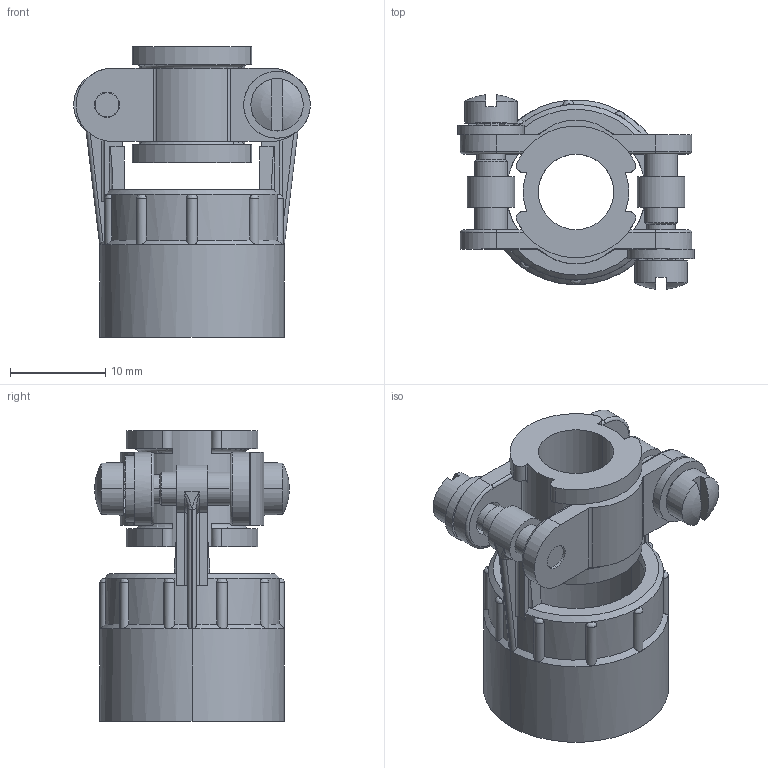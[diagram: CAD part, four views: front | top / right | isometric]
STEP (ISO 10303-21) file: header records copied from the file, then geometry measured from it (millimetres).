
FILE_DESCRIPTION((''),'2;1');
FILE_NAME('UT012AC-CATALOGUE','2010-11-24T',('Gsineau'),('SOURIAU'),'PRO/ENGINEER BY PARAMETRIC TECHNOLOGY CORPORATION, 2010140','PRO/ENGINEER BY PARAMETRIC TECHNOLOGY CORPORATION, 2010140','');
FILE_SCHEMA(('CONFIG_CONTROL_DESIGN'));
Length unit declared in the file: millimetre
Products named in the file (1): UT012AC-CATALOGUE
Bounding box: 24.85 x 20.43 x 30.5 mm (x, y, z)
Volume: 3093.7 mm3; surface area: 4453.2 mm2
Topology: 1 solids, 1 shells, 400 faces, 1184 edges, 754 vertices
Faces by surface type: plane 202, cylinder 132, cone 24, bspline 22, torus 16, sphere 4
Entity records: 14728 total; most frequent: CARTESIAN_POINT 4251, ORIENTED_EDGE 2368, DIRECTION 2052, EDGE_CURVE 1184, AXIS2_PLACEMENT_3D 777, VERTEX_POINT 754, VECTOR 498, LINE 498
